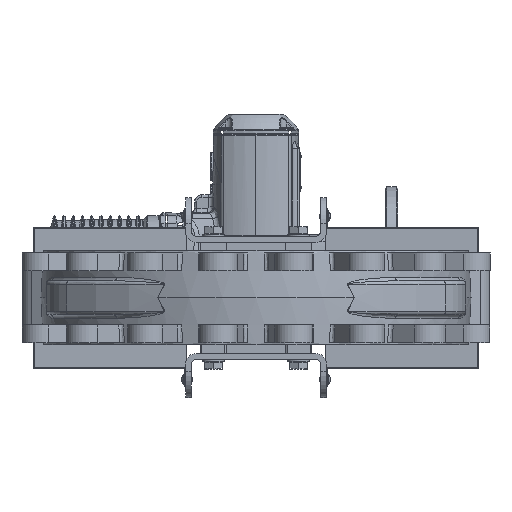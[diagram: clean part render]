
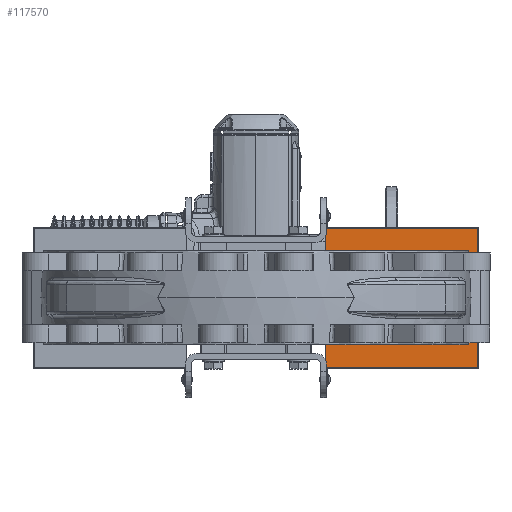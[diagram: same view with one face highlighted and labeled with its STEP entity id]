
A CAD part, front view. The second image highlights one B-rep face of the part: STEP entity #117570.
In plain terms, the highlighted planar face has unit normal (0, 1, 0).
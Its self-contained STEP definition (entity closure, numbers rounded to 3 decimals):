
#26070 = VERTEX_POINT ( 'NONE', #86649 ) ;
#26651 = VERTEX_POINT ( 'NONE', #87209 ) ;
#26900 = VERTEX_POINT ( 'NONE', #86588 ) ;
#27023 = VERTEX_POINT ( 'NONE', #87404 ) ;
#27216 = VERTEX_POINT ( 'NONE', #87268 ) ;
#27533 = VERTEX_POINT ( 'NONE', #86704 ) ;
#27542 = VERTEX_POINT ( 'NONE', #87220 ) ;
#27650 = VERTEX_POINT ( 'NONE', #191967 ) ;
#28260 = VERTEX_POINT ( 'NONE', #191700 ) ;
#28276 = VERTEX_POINT ( 'NONE', #191707 ) ;
#28500 = VERTEX_POINT ( 'NONE', #191791 ) ;
#28571 = VERTEX_POINT ( 'NONE', #191955 ) ;
#34352 = EDGE_CURVE ( 'NONE', #28571, #28500, #71596, .T. ) ;
#34356 = EDGE_CURVE ( 'NONE', #28500, #27650, #192476, .T. ) ;
#34361 = EDGE_CURVE ( 'NONE', #28260, #26900, #192480, .T. ) ;
#34366 = EDGE_CURVE ( 'NONE', #28276, #28260, #192485, .T. ) ;
#34374 = EDGE_CURVE ( 'NONE', #26070, #28276, #192487, .T. ) ;
#34381 = EDGE_CURVE ( 'NONE', #26070, #27023, #192491, .T. ) ;
#34382 = EDGE_CURVE ( 'NONE', #27542, #27023, #192492, .T. ) ;
#34383 = EDGE_CURVE ( 'NONE', #26651, #27542, #43030, .T. ) ;
#34384 = EDGE_CURVE ( 'NONE', #27533, #26900, #192493, .T. ) ;
#34385 = EDGE_CURVE ( 'NONE', #27533, #27216, #192494, .T. ) ;
#34386 = EDGE_CURVE ( 'NONE', #27216, #27650, #192495, .T. ) ;
#34387 = EDGE_CURVE ( 'NONE', #28571, #26651, #192496, .T. ) ;
#42986 = VECTOR ( 'NONE', #80624, 1000. ) ;
#43019 = VECTOR ( 'NONE', #148446, 1000. ) ;
#43023 = VECTOR ( 'NONE', #80608, 1000. ) ;
#43030 = CIRCLE ( 'NONE', #43686, 14.5 ) ;
#43050 = VECTOR ( 'NONE', #80630, 1000. ) ;
#43140 = VECTOR ( 'NONE', #148351, 1000. ) ;
#43686 = AXIS2_PLACEMENT_3D ( 'NONE', #148519, #148531, #148524 ) ;
#44592 = VECTOR ( 'NONE', #148565, 1000. ) ;
#44662 = VECTOR ( 'NONE', #148479, 1000. ) ;
#70874 = AXIS2_PLACEMENT_3D ( 'NONE', #148526, #148521, #148517 ) ;
#70889 = VECTOR ( 'NONE', #148575, 1000. ) ;
#70921 = VECTOR ( 'NONE', #148548, 1000. ) ;
#71297 = VECTOR ( 'NONE', #148606, 1000. ) ;
#71596 = CIRCLE ( 'NONE', #70874, 14.5 ) ;
#80608 = DIRECTION ( 'NONE',  ( 0., 0., -1. ) ) ;
#80620 = CARTESIAN_POINT ( 'NONE',  ( 96., 1078., -110. ) ) ;
#80624 = DIRECTION ( 'NONE',  ( -1., 0., 0. ) ) ;
#80629 = CARTESIAN_POINT ( 'NONE',  ( 94., 1078., 95. ) ) ;
#80630 = DIRECTION ( 'NONE',  ( 0., 0., 1. ) ) ;
#86588 = CARTESIAN_POINT ( 'NONE',  ( 300., 1078., -95. ) ) ;
#86649 = CARTESIAN_POINT ( 'NONE',  ( 96., 1078., 110. ) ) ;
#86704 = CARTESIAN_POINT ( 'NONE',  ( 96., 1078., -95. ) ) ;
#87209 = CARTESIAN_POINT ( 'NONE',  ( 94., 1078., 84.208 ) ) ;
#87220 = CARTESIAN_POINT ( 'NONE',  ( 95., 1078., 89.5 ) ) ;
#87268 = CARTESIAN_POINT ( 'NONE',  ( 96., 1078., -110. ) ) ;
#87404 = CARTESIAN_POINT ( 'NONE',  ( 95., 1078., 110. ) ) ;
#116029 = FACE_OUTER_BOUND ( 'NONE', #221875, .T. ) ;
#117570 = ADVANCED_FACE ( 'NONE', ( #116029 ), #228070, .F. ) ;
#129770 = ORIENTED_EDGE ( 'NONE', *, *, #34383, .T. ) ;
#129771 = ORIENTED_EDGE ( 'NONE', *, *, #34381, .F. ) ;
#129772 = ORIENTED_EDGE ( 'NONE', *, *, #34366, .T. ) ;
#129773 = ORIENTED_EDGE ( 'NONE', *, *, #34382, .T. ) ;
#129774 = ORIENTED_EDGE ( 'NONE', *, *, #34374, .T. ) ;
#129780 = ORIENTED_EDGE ( 'NONE', *, *, #34361, .T. ) ;
#129782 = ORIENTED_EDGE ( 'NONE', *, *, #34384, .F. ) ;
#129783 = ORIENTED_EDGE ( 'NONE', *, *, #34385, .T. ) ;
#129784 = ORIENTED_EDGE ( 'NONE', *, *, #34386, .T. ) ;
#129786 = ORIENTED_EDGE ( 'NONE', *, *, #34356, .F. ) ;
#129794 = ORIENTED_EDGE ( 'NONE', *, *, #34387, .T. ) ;
#129796 = ORIENTED_EDGE ( 'NONE', *, *, #34352, .F. ) ;
#148306 = CARTESIAN_POINT ( 'NONE',  ( 96., 1078., 110. ) ) ;
#148351 = DIRECTION ( 'NONE',  ( 0., 0., -1. ) ) ;
#148446 = DIRECTION ( 'NONE',  ( 0., 0., 1. ) ) ;
#148465 = CARTESIAN_POINT ( 'NONE',  ( 95., 1078., 89.5 ) ) ;
#148479 = DIRECTION ( 'NONE',  ( -1., 0., 0. ) ) ;
#148498 = CARTESIAN_POINT ( 'NONE',  ( 96., 1078., 110. ) ) ;
#148517 = DIRECTION ( 'NONE',  ( 0., 0., 1. ) ) ;
#148519 = CARTESIAN_POINT ( 'NONE',  ( 80.5, 1078., 89.5 ) ) ;
#148521 = DIRECTION ( 'NONE',  ( 0., 1., 0. ) ) ;
#148524 = DIRECTION ( 'NONE',  ( 0., 0., 1. ) ) ;
#148526 = CARTESIAN_POINT ( 'NONE',  ( 80.5, 1078., -89.5 ) ) ;
#148531 = DIRECTION ( 'NONE',  ( 0., -1., 0. ) ) ;
#148548 = DIRECTION ( 'NONE',  ( 0., 0., -1. ) ) ;
#148550 = CARTESIAN_POINT ( 'NONE',  ( 95., 1078., -89.5 ) ) ;
#148552 = CARTESIAN_POINT ( 'NONE',  ( 94., 1078., -95. ) ) ;
#148565 = DIRECTION ( 'NONE',  ( 1., 0., 0. ) ) ;
#148575 = DIRECTION ( 'NONE',  ( 0., 0., -1. ) ) ;
#148579 = CARTESIAN_POINT ( 'NONE',  ( 300., 1078., -95. ) ) ;
#148582 = CARTESIAN_POINT ( 'NONE',  ( 96., 1078., -104.981 ) ) ;
#148602 = CARTESIAN_POINT ( 'NONE',  ( 94., 1078., 95. ) ) ;
#148606 = DIRECTION ( 'NONE',  ( 1., 0., 0. ) ) ;
#191700 = CARTESIAN_POINT ( 'NONE',  ( 300., 1078., 95. ) ) ;
#191707 = CARTESIAN_POINT ( 'NONE',  ( 96., 1078., 95. ) ) ;
#191791 = CARTESIAN_POINT ( 'NONE',  ( 95., 1078., -89.5 ) ) ;
#191955 = CARTESIAN_POINT ( 'NONE',  ( 94., 1078., -84.208 ) ) ;
#191967 = CARTESIAN_POINT ( 'NONE',  ( 95., 1078., -110. ) ) ;
#192476 = LINE ( 'NONE', #148550, #70921 ) ;
#192480 = LINE ( 'NONE', #148579, #70889 ) ;
#192485 = LINE ( 'NONE', #148602, #71297 ) ;
#192487 = LINE ( 'NONE', #148306, #43140 ) ;
#192491 = LINE ( 'NONE', #148498, #44662 ) ;
#192492 = LINE ( 'NONE', #148465, #43019 ) ;
#192493 = LINE ( 'NONE', #148552, #44592 ) ;
#192494 = LINE ( 'NONE', #148582, #43023 ) ;
#192495 = LINE ( 'NONE', #80620, #42986 ) ;
#192496 = LINE ( 'NONE', #80629, #43050 ) ;
#220472 = AXIS2_PLACEMENT_3D ( 'NONE', #228072, #228074, #228076 ) ;
#221875 = EDGE_LOOP ( 'NONE', ( #129770, #129773, #129771, #129774, #129772, #129780, #129782, #129783, #129784, #129786, #129796, #129794 ) ) ;
#228070 = PLANE ( 'NONE',  #220472 ) ;
#228072 = CARTESIAN_POINT ( 'NONE',  ( 94., 1078., 95. ) ) ;
#228074 = DIRECTION ( 'NONE',  ( 0., -1., 0. ) ) ;
#228076 = DIRECTION ( 'NONE',  ( 0., 0., 1. ) ) ;
